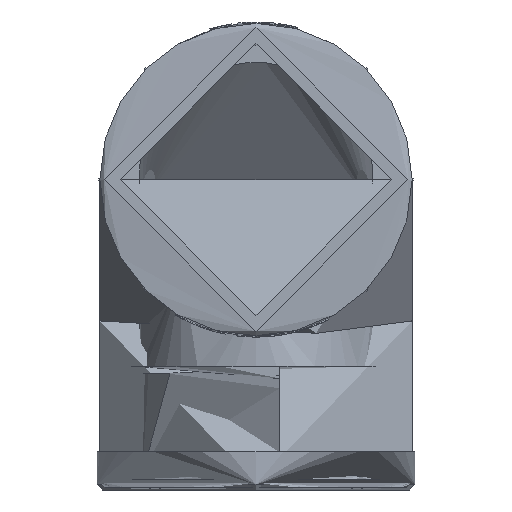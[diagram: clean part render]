
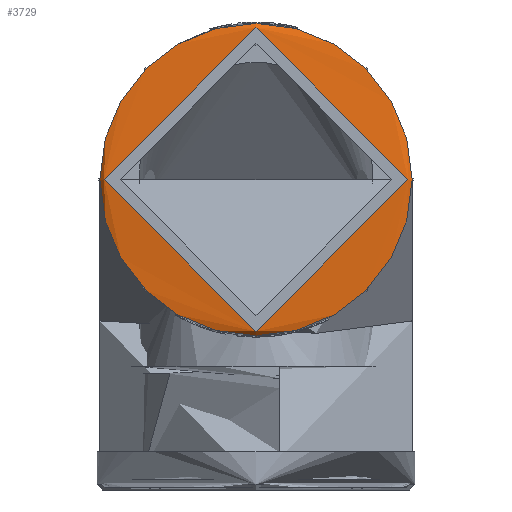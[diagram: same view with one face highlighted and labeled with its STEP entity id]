
A CAD part, front view. The second image highlights one B-rep face of the part: STEP entity #3729.
In plain terms, the highlighted toroidal (fillet/blend) face has major radius 28.197 mm and minor radius 0.803 mm.
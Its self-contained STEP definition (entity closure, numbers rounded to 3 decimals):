
#87=TOROIDAL_SURFACE('',#36106,28.197,0.803);
#3729=ADVANCED_FACE('',(#5828,#5829),#87,.T.);
#5828=FACE_BOUND('',#5957,.T.);
#5829=FACE_BOUND('',#5958,.T.);
#5957=EDGE_LOOP('',(#16175));
#5958=EDGE_LOOP('',(#16176,#16177,#16178,#16179,#16180,#16181,#16182,#16183));
#16175=ORIENTED_EDGE('',*,*,#30583,.T.);
#16176=ORIENTED_EDGE('',*,*,#30473,.T.);
#16177=ORIENTED_EDGE('',*,*,#30466,.T.);
#16178=ORIENTED_EDGE('',*,*,#30459,.T.);
#16179=ORIENTED_EDGE('',*,*,#30452,.T.);
#16180=ORIENTED_EDGE('',*,*,#30501,.T.);
#16181=ORIENTED_EDGE('',*,*,#30494,.T.);
#16182=ORIENTED_EDGE('',*,*,#30487,.T.);
#16183=ORIENTED_EDGE('',*,*,#30480,.T.);
#26843=VERTEX_POINT('',#50422);
#26844=VERTEX_POINT('',#50424);
#26850=VERTEX_POINT('',#50497);
#26856=VERTEX_POINT('',#50570);
#26862=VERTEX_POINT('',#50643);
#26868=VERTEX_POINT('',#50716);
#26874=VERTEX_POINT('',#50789);
#26880=VERTEX_POINT('',#50862);
#26950=VERTEX_POINT('',#51338);
#30452=EDGE_CURVE('',#26844,#26843,#34683,.T.);
#30459=EDGE_CURVE('',#26850,#26844,#34684,.T.);
#30466=EDGE_CURVE('',#26856,#26850,#34685,.T.);
#30473=EDGE_CURVE('',#26862,#26856,#34686,.T.);
#30480=EDGE_CURVE('',#26868,#26862,#34687,.T.);
#30487=EDGE_CURVE('',#26874,#26868,#34688,.T.);
#30494=EDGE_CURVE('',#26880,#26874,#34689,.T.);
#30501=EDGE_CURVE('',#26843,#26880,#34690,.T.);
#30583=EDGE_CURVE('',#26950,#26950,#34744,.T.);
#34683=CIRCLE('',#36026,29.);
#34684=CIRCLE('',#36027,29.);
#34685=CIRCLE('',#36028,29.);
#34686=CIRCLE('',#36029,29.);
#34687=CIRCLE('',#36030,29.);
#34688=CIRCLE('',#36031,29.);
#34689=CIRCLE('',#36032,29.);
#34690=CIRCLE('',#36033,29.);
#34744=CIRCLE('',#36101,28.197);
#36026=AXIS2_PLACEMENT_3D('',#50423,#40936,#40937);
#36027=AXIS2_PLACEMENT_3D('',#50496,#40940,#40941);
#36028=AXIS2_PLACEMENT_3D('',#50569,#40944,#40945);
#36029=AXIS2_PLACEMENT_3D('',#50642,#40948,#40949);
#36030=AXIS2_PLACEMENT_3D('',#50715,#40952,#40953);
#36031=AXIS2_PLACEMENT_3D('',#50788,#40956,#40957);
#36032=AXIS2_PLACEMENT_3D('',#50861,#40960,#40961);
#36033=AXIS2_PLACEMENT_3D('',#50934,#40964,#40965);
#36101=AXIS2_PLACEMENT_3D('',#51337,#41117,#41118);
#36106=AXIS2_PLACEMENT_3D('',#52322,#41127,#41128);
#40936=DIRECTION('',(0.,-1.,0.));
#40937=DIRECTION('',(0.,0.,1.));
#40940=DIRECTION('',(0.,-1.,0.));
#40941=DIRECTION('',(0.,0.,1.));
#40944=DIRECTION('',(0.,-1.,0.));
#40945=DIRECTION('',(0.,0.,1.));
#40948=DIRECTION('',(0.,-1.,0.));
#40949=DIRECTION('',(0.,0.,1.));
#40952=DIRECTION('',(0.,-1.,0.));
#40953=DIRECTION('',(0.,0.,1.));
#40956=DIRECTION('',(0.,-1.,0.));
#40957=DIRECTION('',(0.,0.,1.));
#40960=DIRECTION('',(0.,-1.,0.));
#40961=DIRECTION('',(0.,0.,1.));
#40964=DIRECTION('',(0.,-1.,0.));
#40965=DIRECTION('',(0.,0.,1.));
#41117=DIRECTION('',(0.,1.,0.));
#41118=DIRECTION('',(0.,0.,1.));
#41127=DIRECTION('',(0.,-1.,0.));
#41128=DIRECTION('',(0.,0.,1.));
#50422=CARTESIAN_POINT('',(0.,-149.12,-542.65));
#50423=CARTESIAN_POINT('',(0.,-149.12,-513.65));
#50424=CARTESIAN_POINT('',(-20.506,-149.12,-534.156));
#50496=CARTESIAN_POINT('',(0.,-149.12,-513.65));
#50497=CARTESIAN_POINT('',(-29.,-149.12,-513.65));
#50569=CARTESIAN_POINT('',(0.,-149.12,-513.65));
#50570=CARTESIAN_POINT('',(-20.506,-149.12,-493.144));
#50642=CARTESIAN_POINT('',(0.,-149.12,-513.65));
#50643=CARTESIAN_POINT('',(0.,-149.12,-484.65));
#50715=CARTESIAN_POINT('',(0.,-149.12,-513.65));
#50716=CARTESIAN_POINT('',(20.506,-149.12,-493.144));
#50788=CARTESIAN_POINT('',(0.,-149.12,-513.65));
#50789=CARTESIAN_POINT('',(29.,-149.12,-513.65));
#50861=CARTESIAN_POINT('',(0.,-149.12,-513.65));
#50862=CARTESIAN_POINT('',(20.506,-149.12,-534.156));
#50934=CARTESIAN_POINT('',(0.,-149.12,-513.65));
#51337=CARTESIAN_POINT('',(0.,-149.923,-513.65));
#51338=CARTESIAN_POINT('',(0.,-149.923,-485.453));
#52322=CARTESIAN_POINT('',(0.,-149.12,-513.65));
